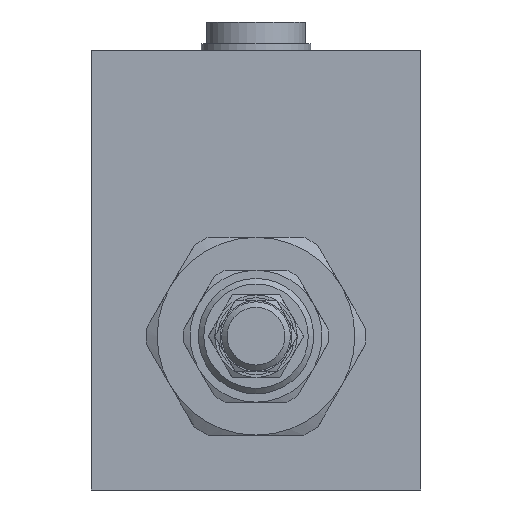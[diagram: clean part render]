
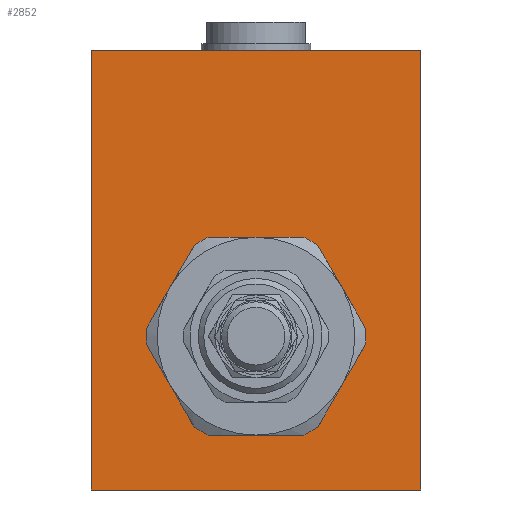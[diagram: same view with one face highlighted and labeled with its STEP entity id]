
A CAD part, left-side view. The second image highlights one B-rep face of the part: STEP entity #2852.
In plain terms, the highlighted planar face has unit normal (-1, 0, 0).
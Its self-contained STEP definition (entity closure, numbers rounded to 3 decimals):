
#170=LINE('',#4382,#253);
#175=LINE('',#4392,#258);
#177=LINE('',#4396,#260);
#178=LINE('',#4398,#261);
#179=LINE('',#4403,#262);
#180=LINE('',#4407,#263);
#181=LINE('',#4411,#264);
#182=LINE('',#4415,#265);
#183=LINE('',#4419,#266);
#184=LINE('',#4423,#267);
#253=VECTOR('',#3347,1000.);
#258=VECTOR('',#3356,1000.);
#260=VECTOR('',#3360,1000.);
#261=VECTOR('',#3363,1000.);
#262=VECTOR('',#3368,1000.);
#263=VECTOR('',#3371,1000.);
#264=VECTOR('',#3374,1000.);
#265=VECTOR('',#3377,1000.);
#266=VECTOR('',#3380,1000.);
#267=VECTOR('',#3383,1000.);
#482=ORIENTED_EDGE('',*,*,#949,.T.);
#483=ORIENTED_EDGE('',*,*,#950,.T.);
#484=ORIENTED_EDGE('',*,*,#951,.T.);
#485=ORIENTED_EDGE('',*,*,#952,.T.);
#486=ORIENTED_EDGE('',*,*,#953,.T.);
#487=ORIENTED_EDGE('',*,*,#954,.T.);
#488=ORIENTED_EDGE('',*,*,#955,.T.);
#489=ORIENTED_EDGE('',*,*,#956,.T.);
#490=ORIENTED_EDGE('',*,*,#957,.T.);
#491=ORIENTED_EDGE('',*,*,#958,.T.);
#492=ORIENTED_EDGE('',*,*,#959,.T.);
#493=ORIENTED_EDGE('',*,*,#960,.T.);
#494=ORIENTED_EDGE('',*,*,#948,.T.);
#495=ORIENTED_EDGE('',*,*,#940,.F.);
#496=ORIENTED_EDGE('',*,*,#947,.T.);
#497=ORIENTED_EDGE('',*,*,#945,.T.);
#940=EDGE_CURVE('',#1195,#1192,#170,.T.);
#945=EDGE_CURVE('',#1199,#1198,#175,.T.);
#947=EDGE_CURVE('',#1195,#1199,#177,.T.);
#948=EDGE_CURVE('',#1198,#1192,#178,.T.);
#949=EDGE_CURVE('',#1200,#1201,#1350,.T.);
#950=EDGE_CURVE('',#1201,#1202,#179,.T.);
#951=EDGE_CURVE('',#1202,#1203,#1351,.T.);
#952=EDGE_CURVE('',#1203,#1204,#180,.T.);
#953=EDGE_CURVE('',#1204,#1205,#1352,.T.);
#954=EDGE_CURVE('',#1205,#1206,#181,.T.);
#955=EDGE_CURVE('',#1206,#1207,#1353,.T.);
#956=EDGE_CURVE('',#1207,#1208,#182,.T.);
#957=EDGE_CURVE('',#1208,#1209,#1354,.T.);
#958=EDGE_CURVE('',#1209,#1210,#183,.T.);
#959=EDGE_CURVE('',#1210,#1211,#1355,.T.);
#960=EDGE_CURVE('',#1211,#1200,#184,.T.);
#1192=VERTEX_POINT('',#4376);
#1195=VERTEX_POINT('',#4381);
#1198=VERTEX_POINT('',#4391);
#1199=VERTEX_POINT('',#4393);
#1200=VERTEX_POINT('',#4401);
#1201=VERTEX_POINT('',#4402);
#1202=VERTEX_POINT('',#4404);
#1203=VERTEX_POINT('',#4406);
#1204=VERTEX_POINT('',#4408);
#1205=VERTEX_POINT('',#4410);
#1206=VERTEX_POINT('',#4412);
#1207=VERTEX_POINT('',#4414);
#1208=VERTEX_POINT('',#4416);
#1209=VERTEX_POINT('',#4418);
#1210=VERTEX_POINT('',#4420);
#1211=VERTEX_POINT('',#4422);
#1350=CIRCLE('',#3022,20.);
#1351=CIRCLE('',#3023,20.);
#1352=CIRCLE('',#3024,20.);
#1353=CIRCLE('',#3025,20.);
#1354=CIRCLE('',#3026,20.);
#1355=CIRCLE('',#3027,20.);
#1495=EDGE_LOOP('',(#482,#483,#484,#485,#486,#487,#488,#489,#490,#491,#492,
#493));
#1496=EDGE_LOOP('',(#494,#495,#496,#497));
#1677=FACE_BOUND('',#1495,.T.);
#1678=FACE_BOUND('',#1496,.T.);
#1815=PLANE('',#3021);
#2852=ADVANCED_FACE('',(#1677,#1678),#1815,.T.);
#3021=AXIS2_PLACEMENT_3D('',#4399,#3364,#3365);
#3022=AXIS2_PLACEMENT_3D('',#4400,#3366,#3367);
#3023=AXIS2_PLACEMENT_3D('',#4405,#3369,#3370);
#3024=AXIS2_PLACEMENT_3D('',#4409,#3372,#3373);
#3025=AXIS2_PLACEMENT_3D('',#4413,#3375,#3376);
#3026=AXIS2_PLACEMENT_3D('',#4417,#3378,#3379);
#3027=AXIS2_PLACEMENT_3D('',#4421,#3381,#3382);
#3347=DIRECTION('',(0.,0.,1.));
#3356=DIRECTION('',(0.,0.,1.));
#3360=DIRECTION('',(0.,-1.,0.));
#3363=DIRECTION('',(0.,1.,0.));
#3364=DIRECTION('',(-1.,0.,0.));
#3365=DIRECTION('',(0.,0.,1.));
#3366=DIRECTION('',(1.,0.,0.));
#3367=DIRECTION('',(0.,-0.5,0.866));
#3368=DIRECTION('',(0.,-0.5,-0.866));
#3369=DIRECTION('',(1.,0.,0.));
#3370=DIRECTION('',(0.,-0.5,0.866));
#3371=DIRECTION('',(0.,0.5,-0.866));
#3372=DIRECTION('',(1.,0.,0.));
#3373=DIRECTION('',(0.,-0.5,0.866));
#3374=DIRECTION('',(0.,1.,0.));
#3375=DIRECTION('',(1.,0.,0.));
#3376=DIRECTION('',(0.,-0.5,0.866));
#3377=DIRECTION('',(0.,0.5,0.866));
#3378=DIRECTION('',(1.,0.,0.));
#3379=DIRECTION('',(0.,-0.5,0.866));
#3380=DIRECTION('',(0.,-0.5,0.866));
#3381=DIRECTION('',(1.,0.,0.));
#3382=DIRECTION('',(0.,-0.5,0.866));
#3383=DIRECTION('',(0.,-1.,0.));
#4376=CARTESIAN_POINT('',(0.,60.,80.));
#4381=CARTESIAN_POINT('',(0.,60.,0.));
#4382=CARTESIAN_POINT('',(0.,60.,0.));
#4391=CARTESIAN_POINT('',(0.,0.,80.));
#4392=CARTESIAN_POINT('',(0.,0.,0.));
#4393=CARTESIAN_POINT('',(0.,0.,0.));
#4396=CARTESIAN_POINT('',(0.,60.,0.));
#4398=CARTESIAN_POINT('',(0.,0.,80.));
#4399=CARTESIAN_POINT('',(0.,0.,0.));
#4400=CARTESIAN_POINT('',(0.,30.,28.));
#4401=CARTESIAN_POINT('',(0.,21.282,46.));
#4402=CARTESIAN_POINT('',(0.,18.77,44.55));
#4403=CARTESIAN_POINT('',(0.,18.77,44.55));
#4404=CARTESIAN_POINT('',(0.,10.053,29.45));
#4405=CARTESIAN_POINT('',(0.,30.,28.));
#4406=CARTESIAN_POINT('',(0.,10.053,26.55));
#4407=CARTESIAN_POINT('',(0.,10.053,26.55));
#4408=CARTESIAN_POINT('',(0.,18.77,11.45));
#4409=CARTESIAN_POINT('',(0.,30.,28.));
#4410=CARTESIAN_POINT('',(0.,21.282,10.));
#4411=CARTESIAN_POINT('',(0.,21.282,10.));
#4412=CARTESIAN_POINT('',(0.,38.718,10.));
#4413=CARTESIAN_POINT('',(0.,30.,28.));
#4414=CARTESIAN_POINT('',(0.,41.23,11.45));
#4415=CARTESIAN_POINT('',(0.,41.23,11.45));
#4416=CARTESIAN_POINT('',(0.,49.947,26.55));
#4417=CARTESIAN_POINT('',(0.,30.,28.));
#4418=CARTESIAN_POINT('',(0.,49.947,29.45));
#4419=CARTESIAN_POINT('',(0.,49.947,29.45));
#4420=CARTESIAN_POINT('',(0.,41.23,44.55));
#4421=CARTESIAN_POINT('',(0.,30.,28.));
#4422=CARTESIAN_POINT('',(0.,38.718,46.));
#4423=CARTESIAN_POINT('',(0.,38.718,46.));
